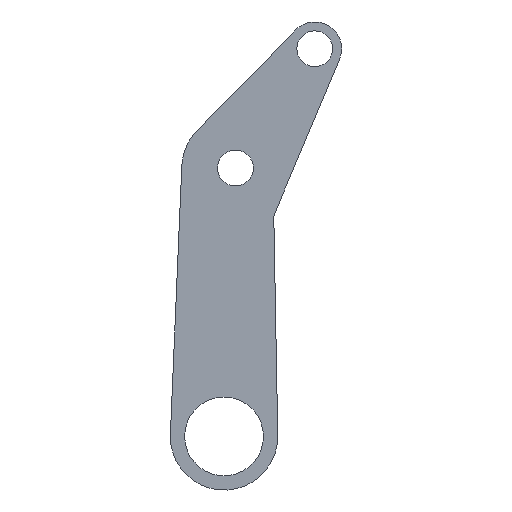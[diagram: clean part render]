
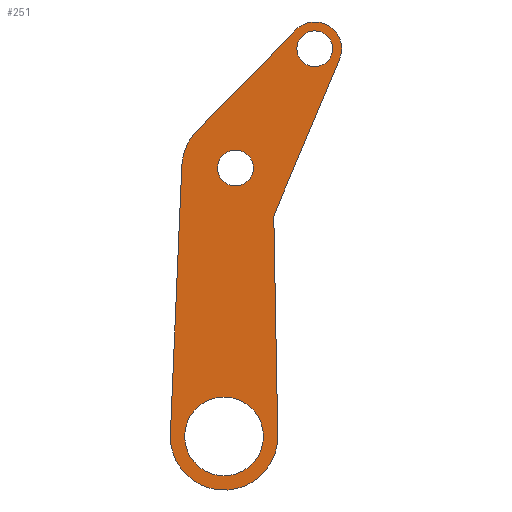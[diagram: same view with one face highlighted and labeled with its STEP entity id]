
A CAD part, left-side view. The second image highlights one B-rep face of the part: STEP entity #251.
In plain terms, the highlighted planar face has unit normal (-1, 0, 0).
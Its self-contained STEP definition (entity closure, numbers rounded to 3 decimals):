
#18=FACE_BOUND('',#56,.T.);
#19=FACE_BOUND('',#57,.T.);
#20=FACE_BOUND('',#58,.T.);
#26=PLANE('',#298);
#39=FACE_OUTER_BOUND('',#55,.T.);
#55=EDGE_LOOP('',(#221,#222,#223,#224,#225,#226,#227,#228));
#56=EDGE_LOOP('',(#229));
#57=EDGE_LOOP('',(#230));
#58=EDGE_LOOP('',(#231));
#64=LINE('',#404,#83);
#68=LINE('',#416,#87);
#72=LINE('',#428,#91);
#76=LINE('',#439,#95);
#83=VECTOR('',#332,10.);
#87=VECTOR('',#344,10.);
#91=VECTOR('',#356,10.);
#95=VECTOR('',#368,10.);
#97=CIRCLE('',#273,11.);
#99=CIRCLE('',#276,5.);
#101=CIRCLE('',#279,5.);
#103=CIRCLE('',#282,15.);
#105=CIRCLE('',#286,2.);
#107=CIRCLE('',#290,7.5);
#109=CIRCLE('',#294,15.);
#111=VERTEX_POINT('',#376);
#113=VERTEX_POINT('',#382);
#115=VERTEX_POINT('',#388);
#117=VERTEX_POINT('',#394);
#118=VERTEX_POINT('',#395);
#121=VERTEX_POINT('',#403);
#123=VERTEX_POINT('',#409);
#125=VERTEX_POINT('',#415);
#127=VERTEX_POINT('',#421);
#129=VERTEX_POINT('',#427);
#131=VERTEX_POINT('',#433);
#133=EDGE_CURVE('',#111,#111,#97,.T.);
#136=EDGE_CURVE('',#113,#113,#99,.T.);
#139=EDGE_CURVE('',#115,#115,#101,.T.);
#142=EDGE_CURVE('',#117,#118,#103,.T.);
#146=EDGE_CURVE('',#121,#117,#64,.T.);
#149=EDGE_CURVE('',#123,#121,#105,.T.);
#152=EDGE_CURVE('',#125,#123,#68,.T.);
#155=EDGE_CURVE('',#127,#125,#107,.T.);
#158=EDGE_CURVE('',#129,#127,#72,.T.);
#161=EDGE_CURVE('',#131,#129,#109,.T.);
#164=EDGE_CURVE('',#118,#131,#76,.T.);
#221=ORIENTED_EDGE('',*,*,#164,.F.);
#222=ORIENTED_EDGE('',*,*,#142,.F.);
#223=ORIENTED_EDGE('',*,*,#146,.F.);
#224=ORIENTED_EDGE('',*,*,#149,.F.);
#225=ORIENTED_EDGE('',*,*,#152,.F.);
#226=ORIENTED_EDGE('',*,*,#155,.F.);
#227=ORIENTED_EDGE('',*,*,#158,.F.);
#228=ORIENTED_EDGE('',*,*,#161,.F.);
#229=ORIENTED_EDGE('',*,*,#139,.F.);
#230=ORIENTED_EDGE('',*,*,#136,.F.);
#231=ORIENTED_EDGE('',*,*,#133,.F.);
#251=ADVANCED_FACE('',(#39,#18,#19,#20),#26,.F.);
#273=AXIS2_PLACEMENT_3D('',#377,#303,#304);
#276=AXIS2_PLACEMENT_3D('',#383,#310,#311);
#279=AXIS2_PLACEMENT_3D('',#389,#317,#318);
#282=AXIS2_PLACEMENT_3D('',#396,#324,#325);
#286=AXIS2_PLACEMENT_3D('',#410,#337,#338);
#290=AXIS2_PLACEMENT_3D('',#422,#349,#350);
#294=AXIS2_PLACEMENT_3D('',#434,#361,#362);
#298=AXIS2_PLACEMENT_3D('',#442,#372,#373);
#303=DIRECTION('center_axis',(-1.,0.,0.));
#304=DIRECTION('ref_axis',(0.,-1.,0.));
#310=DIRECTION('center_axis',(-1.,0.,0.));
#311=DIRECTION('ref_axis',(0.,-1.,0.));
#317=DIRECTION('center_axis',(-1.,0.,0.));
#318=DIRECTION('ref_axis',(0.,-1.,0.));
#324=DIRECTION('center_axis',(1.,0.,0.));
#325=DIRECTION('ref_axis',(0.,-1.,0.018));
#332=DIRECTION('',(0.,-0.018,-1.));
#337=DIRECTION('center_axis',(-1.,0.,0.));
#338=DIRECTION('ref_axis',(0.,-1.,0.018));
#344=DIRECTION('',(0.,0.388,-0.922));
#349=DIRECTION('center_axis',(1.,0.,0.));
#350=DIRECTION('ref_axis',(0.,0.714,0.7));
#356=DIRECTION('',(0.,-0.7,0.714));
#361=DIRECTION('center_axis',(1.,0.,0.));
#362=DIRECTION('ref_axis',(0.,0.999,0.043));
#368=DIRECTION('',(0.,-0.043,0.999));
#372=DIRECTION('center_axis',(1.,0.,0.));
#373=DIRECTION('ref_axis',(0.,0.,-1.));
#376=CARTESIAN_POINT('',(0.,14.196,-74.932));
#377=CARTESIAN_POINT('Origin',(0.,3.196,-74.932));
#382=CARTESIAN_POINT('',(0.,-17.151,33.307));
#383=CARTESIAN_POINT('Origin',(0.,-22.151,33.307));
#388=CARTESIAN_POINT('',(0.,5.,0.));
#389=CARTESIAN_POINT('Origin',(0.,0.,0.));
#394=CARTESIAN_POINT('',(0.,-11.802,-74.662));
#395=CARTESIAN_POINT('',(0.,18.182,-74.293));
#396=CARTESIAN_POINT('Origin',(0.,3.196,-74.932));
#403=CARTESIAN_POINT('',(0.,-10.704,-13.677));
#404=CARTESIAN_POINT('',(0.,-10.704,-13.677));
#409=CARTESIAN_POINT('',(0.,-10.86,-12.866));
#410=CARTESIAN_POINT('Origin',(0.,-12.704,-13.641));
#415=CARTESIAN_POINT('',(0.,-29.064,30.398));
#416=CARTESIAN_POINT('',(0.,-29.064,30.398));
#421=CARTESIAN_POINT('',(0.,-16.795,38.557));
#422=CARTESIAN_POINT('Origin',(0.,-22.151,33.307));
#427=CARTESIAN_POINT('',(0.,10.711,10.501));
#428=CARTESIAN_POINT('',(0.,10.711,10.501));
#433=CARTESIAN_POINT('',(0.,14.986,0.639));
#434=CARTESIAN_POINT('Origin',(0.,0.,0.));
#439=CARTESIAN_POINT('',(0.,18.182,-74.293));
#442=CARTESIAN_POINT('Origin',(0.,-5.728,-24.563));
